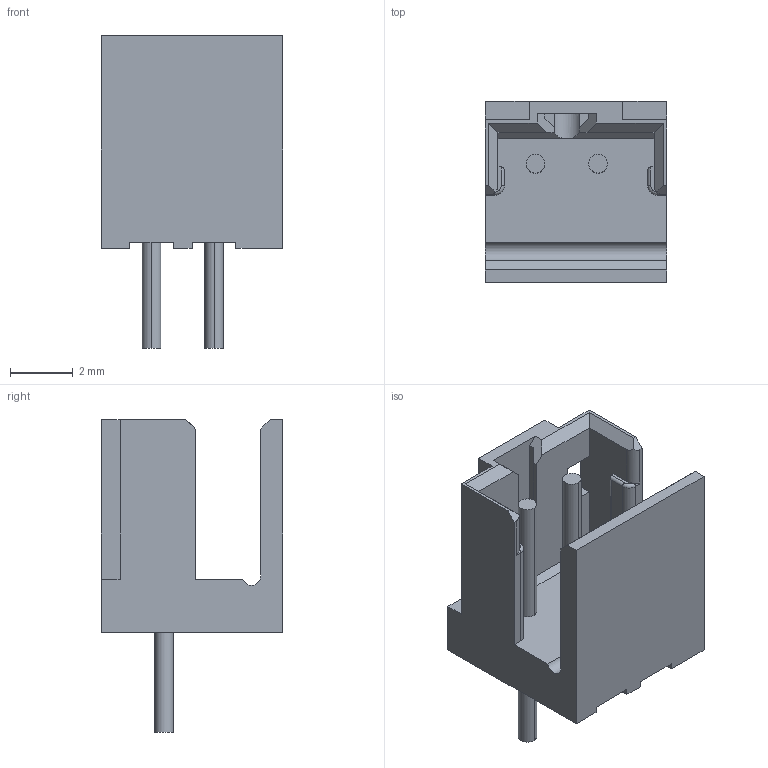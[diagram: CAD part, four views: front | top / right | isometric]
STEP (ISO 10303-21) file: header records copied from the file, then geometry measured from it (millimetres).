
FILE_DESCRIPTION((''),'2;1');
FILE_NAME('C-292133-2','2019-06-07T07:35:12',('workeradm'),('TE Connectivity Ltd.'),'CREO PARAMETRIC BY PTC INC, 2018190','CREO PARAMETRIC BY PTC INC, 2018190','');
FILE_SCHEMA(('AUTOMOTIVE_DESIGN { 1 0 10303 214 1 1 1 1 }'));
Length unit declared in the file: millimetre
Products named in the file (1): C-292133-2
Bounding box: 5.79 x 5.8 x 10 mm (x, y, z)
Volume: 103.5 mm3; surface area: 321.3 mm2
Topology: 1 solids, 1 shells, 85 faces, 238 edges, 155 vertices
Faces by surface type: plane 63, cylinder 20, torus 2
Entity records: 2785 total; most frequent: CARTESIAN_POINT 540, ORIENTED_EDGE 476, DIRECTION 429, EDGE_CURVE 238, VECTOR 193, LINE 193, VERTEX_POINT 155, AXIS2_PLACEMENT_3D 118
